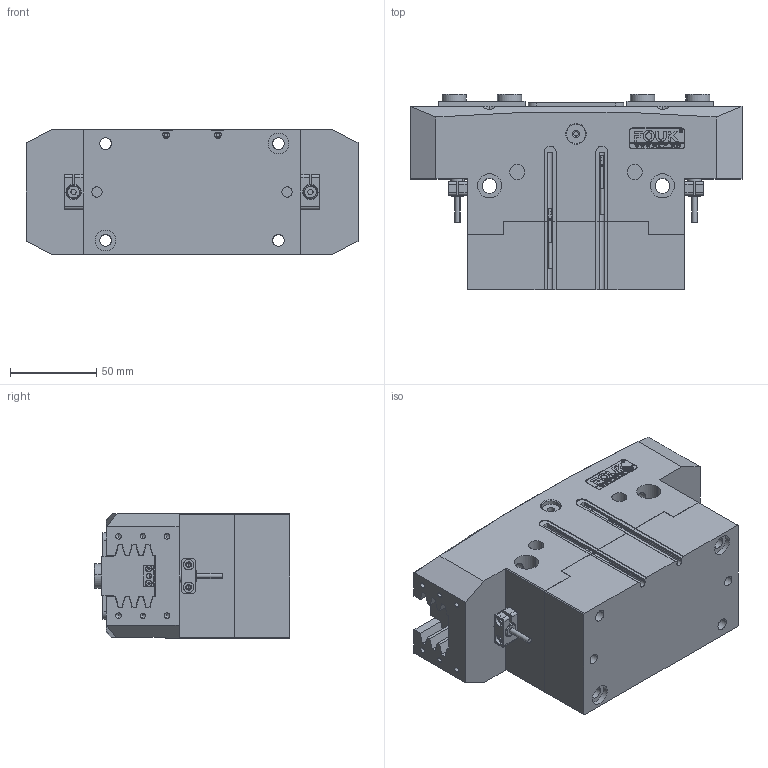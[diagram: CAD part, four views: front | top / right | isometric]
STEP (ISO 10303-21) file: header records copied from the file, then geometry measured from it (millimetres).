
FILE_DESCRIPTION (( 'STEP AP203' ), '1' );
FILE_NAME ('FR72-192-NO.STEP', '2025-01-14T07:27:09', ( 'USER-' ), ( 'Microsoft' ), 'SwSTEP 2.0', 'SolidWorks 2018', '' );
FILE_SCHEMA (( 'CONFIG_CONTROL_DESIGN' ));
Length unit declared in the file: millimetre
Products named in the file (14): FR72-192-NO; P-GS-T-01 喘倛蚚標釱; 14x10-8种杶; 棠羲換覜ん; 揤輸杅耀.sldasm-Part-9; TRT72-192-M-01 喘倛褲极; 揤輸蚾饜极; FR72-192; 8x30諉輪羲壽; 埴翐芛_GB_FASTENER_SCREWS_HSHCS M2X8-N; TRT72-192-M-06 笢猾啣; 32x12-R2; TRT72-192-M-22B 晊扥极; TRT72-192-M-02 喘倛賑輸
Assembly tree (22 placements, depth 4):
  FR72-192-NO
    FR72-192
      TRT72-192-M-01 喘倛褲极
      TRT72-192-M-02 喘倛賑輸  x2
      TRT72-192-M-06 笢猾啣
      8x30諉輪羲壽  x2
      P-GS-T-01 喘倛蚚標釱  x2
      14x10-8种杶  x4
      32x12-R2
      揤輸蚾饜极  x2
        揤輸杅耀.sldasm-Part-9
        埴翐芛_GB_FASTENER_SCREWS_HSHCS M2X8-N
      棠羲換覜ん  x2
    TRT72-192-M-22B 晊扥极
Bounding box: 192 x 113 x 72 mm (x, y, z)
Volume: 1074552.9 mm3; surface area: 178863.2 mm2
Topology: 22 solids, 30 shells, 1320 faces, 3425 edges, 2181 vertices
Faces by surface type: plane 609, cylinder 379, cone 169, bspline 155, torus 8
Entity records: 39678 total; most frequent: CARTESIAN_POINT 12668, ORIENTED_EDGE 5426, DIRECTION 4858, EDGE_CURVE 2713, VERTEX_POINT 1784, VECTOR 1706, LINE 1706, AXIS2_PLACEMENT_3D 1576
